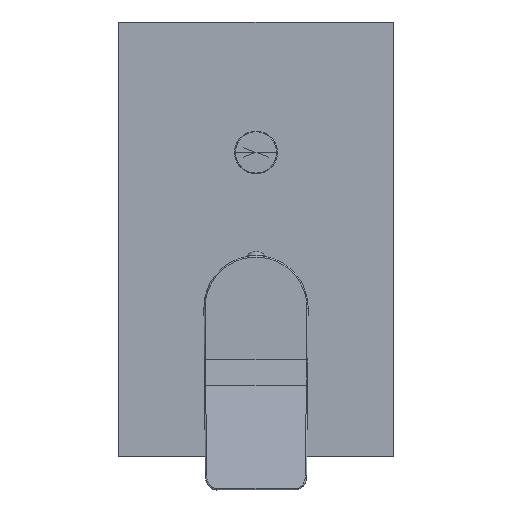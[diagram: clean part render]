
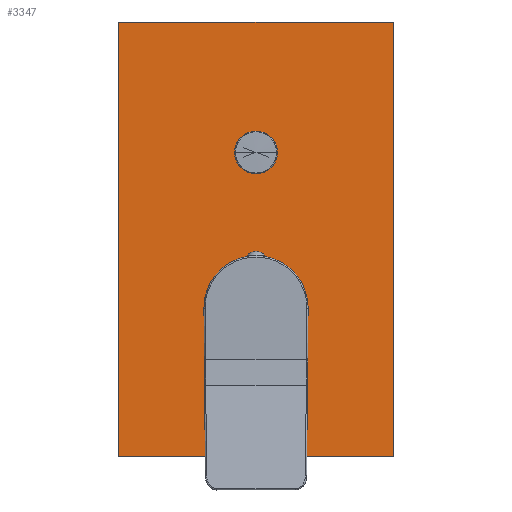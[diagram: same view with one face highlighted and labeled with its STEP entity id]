
A CAD part, top view. The second image highlights one B-rep face of the part: STEP entity #3347.
In plain terms, the highlighted planar face has unit normal (0, 0, 1).
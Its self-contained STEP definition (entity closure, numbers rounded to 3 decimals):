
#3197=DIRECTION('',(0.,1.,0.));
#3198=VECTOR('',#3197,190.);
#3199=CARTESIAN_POINT('',(60.,-65.,57.7));
#3200=LINE('',#3199,#3198);
#3201=DIRECTION('',(1.,0.,0.));
#3202=VECTOR('',#3201,120.);
#3203=CARTESIAN_POINT('',(-60.,-65.,57.7));
#3204=LINE('',#3203,#3202);
#3205=DIRECTION('',(0.,-1.,0.));
#3206=VECTOR('',#3205,190.);
#3207=CARTESIAN_POINT('',(-60.,125.,57.7));
#3208=LINE('',#3207,#3206);
#3209=DIRECTION('',(-1.,0.,0.));
#3210=VECTOR('',#3209,120.);
#3211=CARTESIAN_POINT('',(60.,125.,57.7));
#3212=LINE('',#3211,#3210);
#3221=CARTESIAN_POINT('',(60.,-65.,57.7));
#3222=CARTESIAN_POINT('',(60.,125.,57.7));
#3223=VERTEX_POINT('',#3221);
#3224=VERTEX_POINT('',#3222);
#3225=CARTESIAN_POINT('',(-60.,125.,57.7));
#3226=VERTEX_POINT('',#3225);
#3227=CARTESIAN_POINT('',(-60.,-65.,57.7));
#3228=VERTEX_POINT('',#3227);
#3336=CARTESIAN_POINT('',(0.,30.,57.7));
#3337=DIRECTION('',(0.,0.,1.));
#3338=DIRECTION('',(-1.,0.,0.));
#3339=AXIS2_PLACEMENT_3D('',#3336,#3337,#3338);
#3340=PLANE('',#3339);
#3341=ORIENTED_EDGE('',*,*,#3260,.F.);
#3342=ORIENTED_EDGE('',*,*,#3282,.F.);
#3343=ORIENTED_EDGE('',*,*,#3303,.F.);
#3344=ORIENTED_EDGE('',*,*,#3323,.F.);
#3345=EDGE_LOOP('',(#3341,#3342,#3343,#3344));
#3346=FACE_OUTER_BOUND('',#3345,.F.);
#3347=ADVANCED_FACE('',(#3346),#3340,.T.);
#3260=EDGE_CURVE('',#3223,#3224,#3200,.T.);
#3282=EDGE_CURVE('',#3228,#3223,#3204,.T.);
#3303=EDGE_CURVE('',#3226,#3228,#3208,.T.);
#3323=EDGE_CURVE('',#3224,#3226,#3212,.T.);
